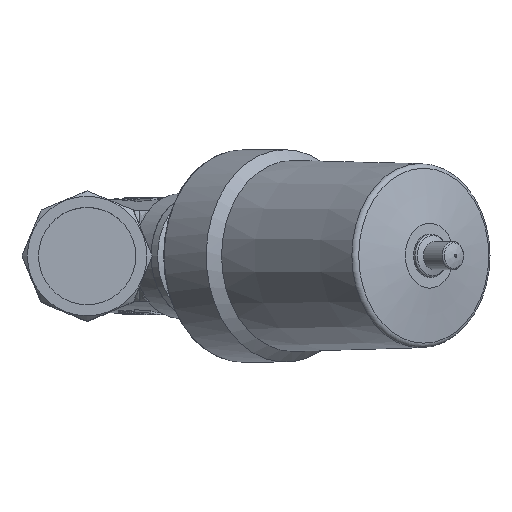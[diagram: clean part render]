
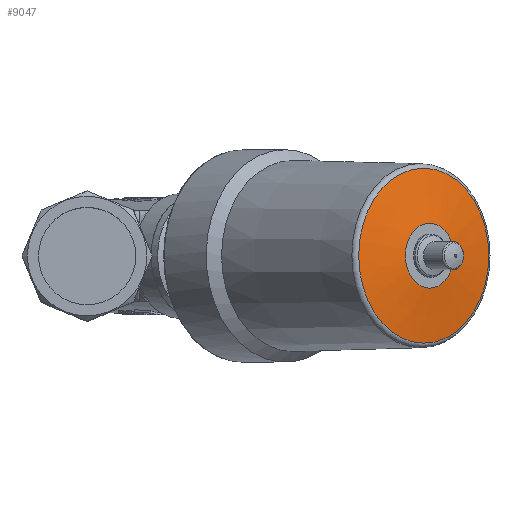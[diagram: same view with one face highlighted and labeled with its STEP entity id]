
A CAD part, top view. The second image highlights one B-rep face of the part: STEP entity #9047.
In plain terms, the highlighted conical face has half-angle 81 degrees and reference radius 28.713 mm.
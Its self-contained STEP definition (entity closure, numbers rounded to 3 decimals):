
#104=CONICAL_SURFACE('',#10094,28.713,1.414);
#493=CIRCLE('',#10091,40.354);
#494=CIRCLE('',#10092,40.354);
#495=CIRCLE('',#10093,40.354);
#496=CIRCLE('',#10095,15.);
#497=CIRCLE('',#10096,15.);
#1403=LINE('',#18664,#1928);
#1928=VECTOR('',#12371,28.713);
#2703=FACE_OUTER_BOUND('',#3257,.T.);
#3257=EDGE_LOOP('',(#8164,#8165,#8166,#8167,#8168,#8169,#8170));
#4303=VERTEX_POINT('',#18655);
#4304=VERTEX_POINT('',#18657);
#4305=VERTEX_POINT('',#18659);
#4306=VERTEX_POINT('',#18663);
#4307=VERTEX_POINT('',#18665);
#5618=EDGE_CURVE('',#4303,#4304,#493,.T.);
#5619=EDGE_CURVE('',#4304,#4305,#494,.T.);
#5620=EDGE_CURVE('',#4305,#4303,#495,.T.);
#5621=EDGE_CURVE('',#4304,#4306,#1403,.T.);
#5622=EDGE_CURVE('',#4306,#4307,#496,.T.);
#5623=EDGE_CURVE('',#4307,#4306,#497,.T.);
#8164=ORIENTED_EDGE('',*,*,#5620,.F.);
#8165=ORIENTED_EDGE('',*,*,#5619,.F.);
#8166=ORIENTED_EDGE('',*,*,#5621,.T.);
#8167=ORIENTED_EDGE('',*,*,#5622,.T.);
#8168=ORIENTED_EDGE('',*,*,#5623,.T.);
#8169=ORIENTED_EDGE('',*,*,#5621,.F.);
#8170=ORIENTED_EDGE('',*,*,#5618,.F.);
#9047=ADVANCED_FACE('',(#2703),#104,.T.);
#10091=AXIS2_PLACEMENT_3D('',#18658,#12363,#12364);
#10092=AXIS2_PLACEMENT_3D('',#18660,#12365,#12366);
#10093=AXIS2_PLACEMENT_3D('',#18661,#12367,#12368);
#10094=AXIS2_PLACEMENT_3D('',#18662,#12369,#12370);
#10095=AXIS2_PLACEMENT_3D('',#18666,#12372,#12373);
#10096=AXIS2_PLACEMENT_3D('',#18667,#12374,#12375);
#12363=DIRECTION('center_axis',(0.,-1.,0.));
#12364=DIRECTION('ref_axis',(-1.,0.,0.));
#12365=DIRECTION('center_axis',(0.,-1.,0.));
#12366=DIRECTION('ref_axis',(-1.,0.,0.));
#12367=DIRECTION('center_axis',(0.,-1.,0.));
#12368=DIRECTION('ref_axis',(-1.,0.,0.));
#12369=DIRECTION('center_axis',(0.,-1.,0.));
#12370=DIRECTION('ref_axis',(1.,0.,0.));
#12371=DIRECTION('',(0.988,0.156,0.));
#12372=DIRECTION('center_axis',(0.,-1.,0.));
#12373=DIRECTION('ref_axis',(1.,0.,0.));
#12374=DIRECTION('center_axis',(0.,-1.,0.));
#12375=DIRECTION('ref_axis',(1.,0.,0.));
#18655=CARTESIAN_POINT('',(0.,134.388,40.354));
#18657=CARTESIAN_POINT('',(-40.354,134.388,0.));
#18658=CARTESIAN_POINT('Origin',(0.,134.388,
0.));
#18659=CARTESIAN_POINT('',(40.354,134.388,0.));
#18660=CARTESIAN_POINT('Origin',(0.,134.388,
0.));
#18661=CARTESIAN_POINT('Origin',(0.,134.388,
0.));
#18662=CARTESIAN_POINT('Origin',(0.,136.232,
0.));
#18663=CARTESIAN_POINT('',(-15.,138.403,0.));
#18664=CARTESIAN_POINT('',(-28.713,136.232,0.));
#18665=CARTESIAN_POINT('',(15.,138.403,0.));
#18666=CARTESIAN_POINT('Origin',(0.,138.403,
0.));
#18667=CARTESIAN_POINT('Origin',(0.,138.403,
0.));
